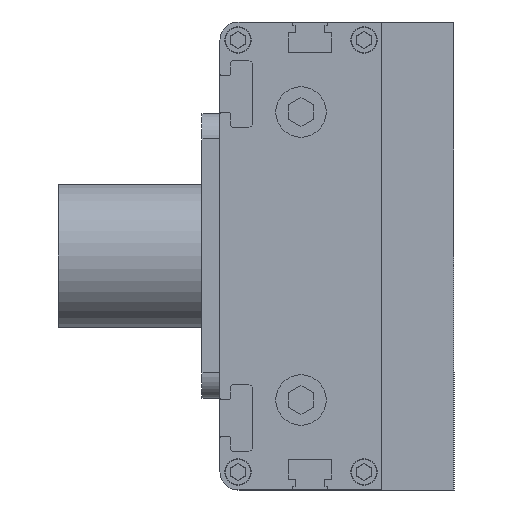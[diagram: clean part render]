
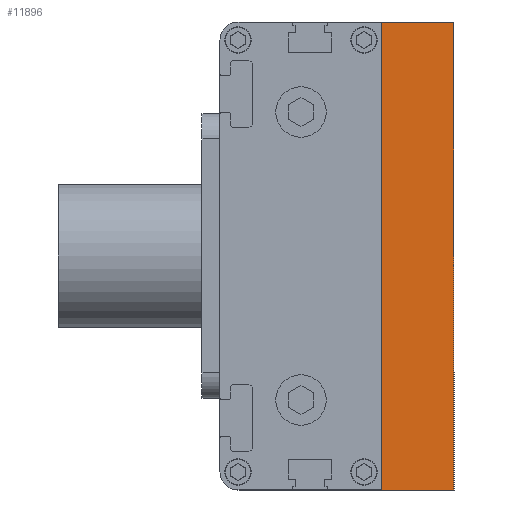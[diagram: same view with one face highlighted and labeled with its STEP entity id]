
A CAD part, left-side view. The second image highlights one B-rep face of the part: STEP entity #11896.
In plain terms, the highlighted planar face has unit normal (-1, 0, 0).
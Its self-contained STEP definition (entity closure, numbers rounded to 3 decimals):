
#3323 = ORIENTED_EDGE ( 'NONE', *, *, #33880, .F. ) ;
#3621 = VERTEX_POINT ( 'NONE', #24211 ) ;
#4950 = LINE ( 'NONE', #22900, #28131 ) ;
#6495 = EDGE_CURVE ( 'NONE', #18176, #35131, #35346, .T. ) ;
#6971 = VERTEX_POINT ( 'NONE', #14221 ) ;
#7008 = CARTESIAN_POINT ( 'NONE',  ( -635., 0., 65. ) ) ;
#7248 = ORIENTED_EDGE ( 'NONE', *, *, #6495, .T. ) ;
#7286 = VECTOR ( 'NONE', #21719, 1000. ) ;
#7393 = DIRECTION ( 'NONE',  ( 1., 0., 0. ) ) ;
#7736 = ORIENTED_EDGE ( 'NONE', *, *, #22028, .T. ) ;
#10059 = LINE ( 'NONE', #21545, #7286 ) ;
#10084 = CARTESIAN_POINT ( 'NONE',  ( -635., -20., 65. ) ) ;
#11896 = ADVANCED_FACE ( 'NONE', ( #28216 ), #16366, .F. ) ;
#14221 = CARTESIAN_POINT ( 'NONE',  ( -635., 0., -65. ) ) ;
#14769 = DIRECTION ( 'NONE',  ( 0., 0., -1. ) ) ;
#14903 = ORIENTED_EDGE ( 'NONE', *, *, #25820, .F. ) ;
#16366 = PLANE ( 'NONE',  #17561 ) ;
#16438 = VECTOR ( 'NONE', #29602, 1000. ) ;
#17561 = AXIS2_PLACEMENT_3D ( 'NONE', #28394, #7393, #36620 ) ;
#18176 = VERTEX_POINT ( 'NONE', #10084 ) ;
#18416 = EDGE_LOOP ( 'NONE', ( #7736, #3323, #14903, #7248 ) ) ;
#20823 = CARTESIAN_POINT ( 'NONE',  ( -635., -20., 65. ) ) ;
#21545 = CARTESIAN_POINT ( 'NONE',  ( -635., -20., 65. ) ) ;
#21719 = DIRECTION ( 'NONE',  ( 0., 0., -1. ) ) ;
#22028 = EDGE_CURVE ( 'NONE', #35131, #6971, #34828, .T. ) ;
#22332 = DIRECTION ( 'NONE',  ( 0., 1., 0. ) ) ;
#22900 = CARTESIAN_POINT ( 'NONE',  ( -635., -20., -65. ) ) ;
#24211 = CARTESIAN_POINT ( 'NONE',  ( -635., -20., -65. ) ) ;
#25820 = EDGE_CURVE ( 'NONE', #18176, #3621, #10059, .T. ) ;
#28014 = VECTOR ( 'NONE', #14769, 1000. ) ;
#28131 = VECTOR ( 'NONE', #22332, 1000. ) ;
#28216 = FACE_OUTER_BOUND ( 'NONE', #18416, .T. ) ;
#28394 = CARTESIAN_POINT ( 'NONE',  ( -635., -20., 65. ) ) ;
#29267 = CARTESIAN_POINT ( 'NONE',  ( -635., 0., 65. ) ) ;
#29602 = DIRECTION ( 'NONE',  ( 0., 1., 0. ) ) ;
#33880 = EDGE_CURVE ( 'NONE', #3621, #6971, #4950, .T. ) ;
#34828 = LINE ( 'NONE', #29267, #28014 ) ;
#35131 = VERTEX_POINT ( 'NONE', #7008 ) ;
#35346 = LINE ( 'NONE', #20823, #16438 ) ;
#36620 = DIRECTION ( 'NONE',  ( 0., 0., -1. ) ) ;
